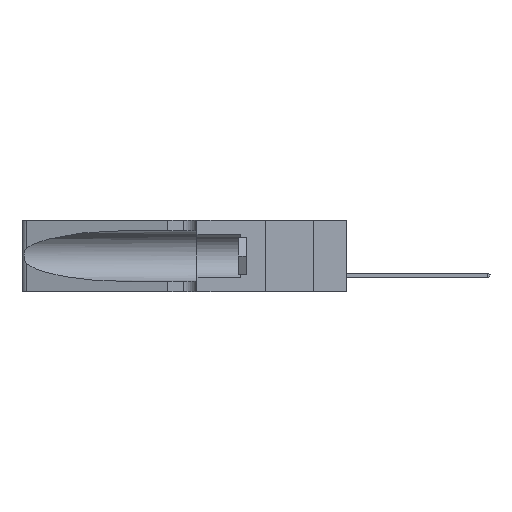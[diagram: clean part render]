
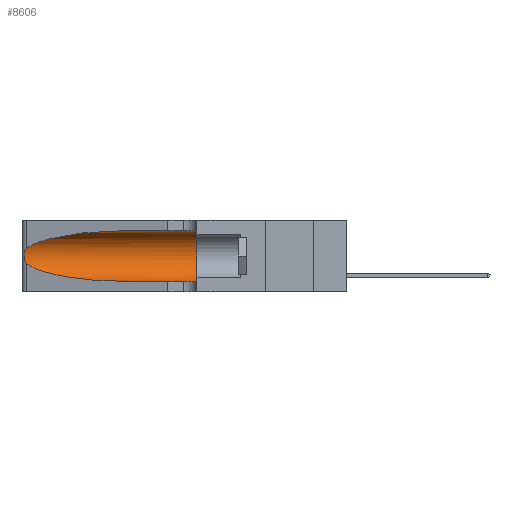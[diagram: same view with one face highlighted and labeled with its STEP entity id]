
A CAD part, left-side view. The second image highlights one B-rep face of the part: STEP entity #8606.
In plain terms, the highlighted cylindrical face has radius 3.308 mm (diameter 6.617 mm), a partial arc.
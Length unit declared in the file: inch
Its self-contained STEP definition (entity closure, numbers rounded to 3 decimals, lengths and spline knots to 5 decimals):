
#1223 = CARTESIAN_POINT ( 'NONE',  ( 0.1305, 0.35, 0.31525 ) ) ;
#1256 = CARTESIAN_POINT ( 'NONE',  ( 0.26017, 1.23833, 0.17102 ) ) ;
#2198 = DIRECTION ( 'NONE',  ( 0., 1., 0. ) ) ;
#3072 = CYLINDRICAL_SURFACE ( 'NONE', #12774, 0.13025 ) ;
#3513 = CARTESIAN_POINT ( 'NONE',  ( 0.25555, 1.22993, 0.14849 ) ) ;
#3615 = CARTESIAN_POINT ( 'NONE',  ( 0.26075, 1.23896, 0.19203 ) ) ;
#4957 = VECTOR ( 'NONE', #7401, 39.37008 ) ;
#6277 = CARTESIAN_POINT ( 'NONE',  ( 0.1305, 1.61858, 0.185 ) ) ;
#6571 = CARTESIAN_POINT ( 'NONE',  ( 0.18966, 0.96281, 0.05475 ) ) ;
#7282 = VERTEX_POINT ( 'NONE', #12158 ) ;
#7401 = DIRECTION ( 'NONE',  ( 0., -1., 0. ) ) ;
#7488 = EDGE_CURVE ( 'NONE', #8616, #20866, #10389, .T. ) ;
#8457 = EDGE_CURVE ( 'NONE', #13791, #20866, #17093, .T. ) ;
#8606 = ADVANCED_FACE ( 'NONE', ( #21893 ), #3072, .F. ) ;
#8616 = VERTEX_POINT ( 'NONE', #1223 ) ;
#8977 = ORIENTED_EDGE ( 'NONE', *, *, #7488, .F. ) ;
#10389 = CIRCLE ( 'NONE', #12191, 0.13025 ) ;
#10609 = ORIENTED_EDGE ( 'NONE', *, *, #18904, .T. ) ;
#11220 = CARTESIAN_POINT ( 'NONE',  ( 0.26018, 1.23835, 0.19895 ) ) ;
#11272 = EDGE_CURVE ( 'NONE', #30408, #8616, #14171, .T. ) ;
#11453 = CARTESIAN_POINT ( 'NONE',  ( 0.25639, 1.23186, 0.15144 ) ) ;
#12158 = CARTESIAN_POINT ( 'NONE',  ( 0.25487, 1.22718, 0.22369 ) ) ;
#12191 = AXIS2_PLACEMENT_3D ( 'NONE', #12700, #2198, #17603 ) ;
#12700 = CARTESIAN_POINT ( 'NONE',  ( 0.1305, 0.35, 0.185 ) ) ;
#12774 = AXIS2_PLACEMENT_3D ( 'NONE', #6277, #29283, #21456 ) ;
#13791 = VERTEX_POINT ( 'NONE', #27075 ) ;
#13796 = CARTESIAN_POINT ( 'NONE',  ( 0.25555, 1.22994, 0.2215 ) ) ;
#13833 = DIRECTION ( 'NONE',  ( 0., -1., 0. ) ) ;
#14171 = LINE ( 'NONE', #17767, #4957 ) ;
#15289 = VERTEX_POINT ( 'NONE', #32193 ) ;
#15532 =( BOUNDED_CURVE ( )  B_SPLINE_CURVE ( 3, ( #29678, #29450, #6571, #16716 ),
 .UNSPECIFIED., .F., .F. ) 
 B_SPLINE_CURVE_WITH_KNOTS ( ( 4, 4 ),
 ( 3.44316, 4.71239 ),
 .UNSPECIFIED. ) 
 CURVE ( )  GEOMETRIC_REPRESENTATION_ITEM ( )  RATIONAL_B_SPLINE_CURVE ( ( 1., 0.87, 0.87, 1. ) ) 
 REPRESENTATION_ITEM ( '' )  );
#15911 = CARTESIAN_POINT ( 'NONE',  ( 0.1305, 0.72297, 0.31525 ) ) ;
#16465 = CARTESIAN_POINT ( 'NONE',  ( 0.25789, 1.23486, 0.15765 ) ) ;
#16586 = CARTESIAN_POINT ( 'NONE',  ( 0.25787, 1.23484, 0.2124 ) ) ;
#16716 = CARTESIAN_POINT ( 'NONE',  ( 0.1305, 0.72297, 0.05475 ) ) ;
#16731 = CARTESIAN_POINT ( 'NONE',  ( 0.1305, 0.35, 0.05475 ) ) ;
#17093 = LINE ( 'NONE', #22310, #25083 ) ;
#17603 = DIRECTION ( 'NONE',  ( 0., 0., 1. ) ) ;
#17767 = CARTESIAN_POINT ( 'NONE',  ( 0.1305, 1.61858, 0.31525 ) ) ;
#18904 = EDGE_CURVE ( 'NONE', #7282, #15289, #20025, .T. ) ;
#18909 = CARTESIAN_POINT ( 'NONE',  ( 0.25854, 1.2359, 0.20912 ) ) ;
#19230 = CARTESIAN_POINT ( 'NONE',  ( 0.25639, 1.23184, 0.21858 ) ) ;
#20025 = B_SPLINE_CURVE_WITH_KNOTS ( 'NONE', 3,
 ( #26717, #13796, #19230, #16586, #18909, #11220, #3615, #24049, #1256, #31753, #16465, #11453, #3513, #29195 ),
 .UNSPECIFIED., .F., .F.,
 ( 4, 2, 2, 2, 2, 2, 4 ),
 ( 0., 0.00027, 0.00053, 0.00107, 0.0016, 0.00187, 0.00214 ),
 .UNSPECIFIED. ) ;
#20790 = CARTESIAN_POINT ( 'NONE',  ( 0.1305, 0.72297, 0.31525 ) ) ;
#20866 = VERTEX_POINT ( 'NONE', #16731 ) ;
#21456 = DIRECTION ( 'NONE',  ( 0., 0., -1. ) ) ;
#21653 = EDGE_LOOP ( 'NONE', ( #24516, #10609, #28298, #25234, #8977, #32710 ) ) ;
#21893 = FACE_OUTER_BOUND ( 'NONE', #21653, .T. ) ;
#22310 = CARTESIAN_POINT ( 'NONE',  ( 0.1305, 1.61858, 0.05475 ) ) ;
#23599 = CARTESIAN_POINT ( 'NONE',  ( 0.18966, 0.96281, 0.31525 ) ) ;
#23717 = CARTESIAN_POINT ( 'NONE',  ( 0.2373, 1.15595, 0.28018 ) ) ;
#24049 = CARTESIAN_POINT ( 'NONE',  ( 0.26075, 1.23896, 0.178 ) ) ;
#24516 = ORIENTED_EDGE ( 'NONE', *, *, #27934, .T. ) ;
#24704 = EDGE_CURVE ( 'NONE', #15289, #13791, #15532, .T. ) ;
#25083 = VECTOR ( 'NONE', #13833, 39.37008 ) ;
#25234 = ORIENTED_EDGE ( 'NONE', *, *, #8457, .T. ) ;
#26165 = CARTESIAN_POINT ( 'NONE',  ( 0.25487, 1.22718, 0.22369 ) ) ;
#26717 = CARTESIAN_POINT ( 'NONE',  ( 0.25487, 1.22718, 0.22369 ) ) ;
#27075 = CARTESIAN_POINT ( 'NONE',  ( 0.1305, 0.72297, 0.05475 ) ) ;
#27934 = EDGE_CURVE ( 'NONE', #30408, #7282, #31891, .T. ) ;
#28298 = ORIENTED_EDGE ( 'NONE', *, *, #24704, .T. ) ;
#29195 = CARTESIAN_POINT ( 'NONE',  ( 0.25487, 1.22718, 0.14631 ) ) ;
#29283 = DIRECTION ( 'NONE',  ( 0., -1., 0. ) ) ;
#29450 = CARTESIAN_POINT ( 'NONE',  ( 0.2373, 1.15595, 0.08982 ) ) ;
#29678 = CARTESIAN_POINT ( 'NONE',  ( 0.25487, 1.22718, 0.14631 ) ) ;
#30408 = VERTEX_POINT ( 'NONE', #20790 ) ;
#31753 = CARTESIAN_POINT ( 'NONE',  ( 0.25856, 1.23593, 0.16098 ) ) ;
#31891 =( BOUNDED_CURVE ( )  B_SPLINE_CURVE ( 3, ( #15911, #23599, #23717, #26165 ),
 .UNSPECIFIED., .F., .T. ) 
 B_SPLINE_CURVE_WITH_KNOTS ( ( 4, 4 ),
 ( 1.5708, 2.84003 ),
 .UNSPECIFIED. ) 
 CURVE ( )  GEOMETRIC_REPRESENTATION_ITEM ( )  RATIONAL_B_SPLINE_CURVE ( ( 1., 0.87, 0.87, 1. ) ) 
 REPRESENTATION_ITEM ( '' )  );
#32193 = CARTESIAN_POINT ( 'NONE',  ( 0.25487, 1.22718, 0.14631 ) ) ;
#32710 = ORIENTED_EDGE ( 'NONE', *, *, #11272, .F. ) ;
